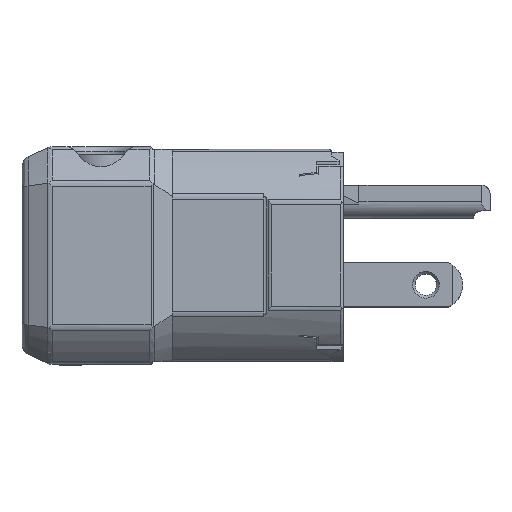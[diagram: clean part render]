
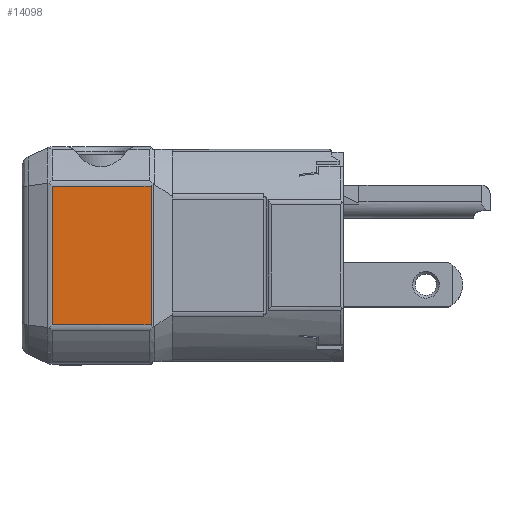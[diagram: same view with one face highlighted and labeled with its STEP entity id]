
A CAD part, top view. The second image highlights one B-rep face of the part: STEP entity #14098.
In plain terms, the highlighted planar face has unit normal (0, 0, 1).
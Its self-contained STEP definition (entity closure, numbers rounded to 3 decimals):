
#243 = ORIENTED_EDGE ( 'NONE', *, *, #20289, .T. ) ;
#397 = CARTESIAN_POINT ( 'NONE',  ( -20.255, 10.923, 17.843 ) ) ;
#1347 = VERTEX_POINT ( 'NONE', #397 ) ;
#1799 = DIRECTION ( 'NONE',  ( 0., 0., 1. ) ) ;
#2991 = CARTESIAN_POINT ( 'NONE',  ( 34.616, 10.923, 17.843 ) ) ;
#4467 = CARTESIAN_POINT ( 'NONE',  ( -4.366, -8.9, 17.843 ) ) ;
#4884 = EDGE_LOOP ( 'NONE', ( #17290, #5696, #243, #17543 ) ) ;
#5147 = VECTOR ( 'NONE', #18790, 1000. ) ;
#5696 = ORIENTED_EDGE ( 'NONE', *, *, #18260, .F. ) ;
#6061 = LINE ( 'NONE', #16890, #14732 ) ;
#6472 = CARTESIAN_POINT ( 'NONE',  ( 34.616, 1.012, 17.843 ) ) ;
#7187 = DIRECTION ( 'NONE',  ( -1., 0., 0. ) ) ;
#7477 = VERTEX_POINT ( 'NONE', #15781 ) ;
#7582 = EDGE_CURVE ( 'NONE', #9461, #7477, #19889, .T. ) ;
#8372 = LINE ( 'NONE', #2991, #5147 ) ;
#9051 = CARTESIAN_POINT ( 'NONE',  ( -6.108, 10.923, 17.843 ) ) ;
#9461 = VERTEX_POINT ( 'NONE', #15470 ) ;
#9550 = EDGE_CURVE ( 'NONE', #1347, #7477, #12093, .T. ) ;
#9954 = FACE_OUTER_BOUND ( 'NONE', #4884, .T. ) ;
#10084 = VECTOR ( 'NONE', #7187, 1000. ) ;
#11029 = CARTESIAN_POINT ( 'NONE',  ( -20.255, 1.012, 17.844 ) ) ;
#11178 = PLANE ( 'NONE',  #17869 ) ;
#11604 = VECTOR ( 'NONE', #12893, 1000. ) ;
#12093 = LINE ( 'NONE', #11029, #11604 ) ;
#12893 = DIRECTION ( 'NONE',  ( 0., -1., 0. ) ) ;
#14098 = ADVANCED_FACE ( 'F23773', ( #9954 ), #11178, .T. ) ;
#14732 = VECTOR ( 'NONE', #19966, 1000. ) ;
#15470 = CARTESIAN_POINT ( 'NONE',  ( -6.108, -8.9, 17.843 ) ) ;
#15781 = CARTESIAN_POINT ( 'NONE',  ( -20.255, -8.9, 17.843 ) ) ;
#16477 = VERTEX_POINT ( 'NONE', #9051 ) ;
#16890 = CARTESIAN_POINT ( 'NONE',  ( -6.108, -14.533, 17.843 ) ) ;
#17290 = ORIENTED_EDGE ( 'NONE', *, *, #7582, .F. ) ;
#17334 = DIRECTION ( 'NONE',  ( 1., 0., 0. ) ) ;
#17543 = ORIENTED_EDGE ( 'NONE', *, *, #9550, .T. ) ;
#17869 = AXIS2_PLACEMENT_3D ( 'NONE', #6472, #1799, #17334 ) ;
#18260 = EDGE_CURVE ( 'NONE', #16477, #9461, #6061, .T. ) ;
#18790 = DIRECTION ( 'NONE',  ( -1., 0., 0. ) ) ;
#19889 = LINE ( 'NONE', #4467, #10084 ) ;
#19966 = DIRECTION ( 'NONE',  ( 0., -1., 0. ) ) ;
#20289 = EDGE_CURVE ( 'NONE', #16477, #1347, #8372, .T. ) ;
